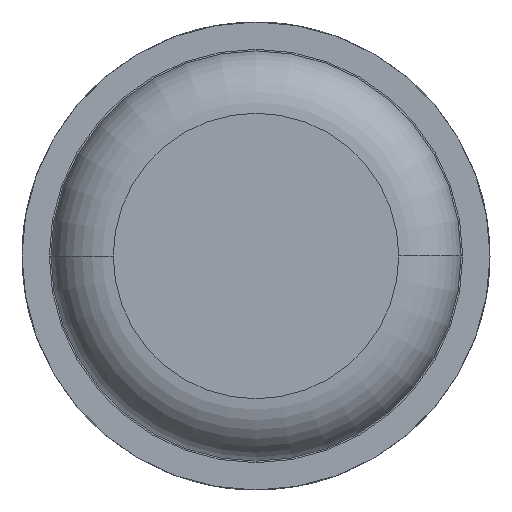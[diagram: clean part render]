
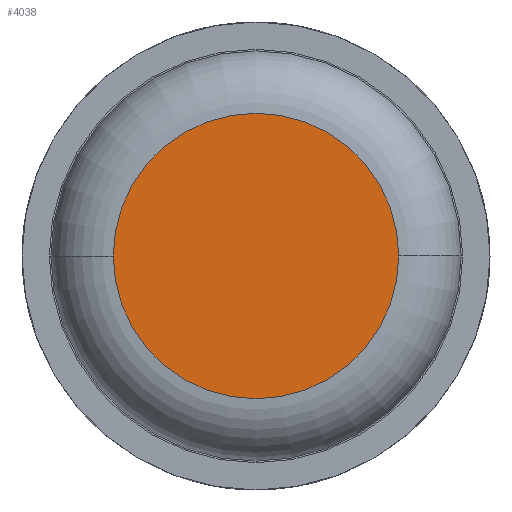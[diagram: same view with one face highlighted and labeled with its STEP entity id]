
A CAD part, front view. The second image highlights one B-rep face of the part: STEP entity #4038.
In plain terms, the highlighted planar face has unit normal (0, -1, 0).
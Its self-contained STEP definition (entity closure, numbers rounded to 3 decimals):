
#53 = CIRCLE ( 'NONE', #3671, 0.915 ) ;
#695 = VERTEX_POINT ( 'NONE', #3516 ) ;
#800 = CARTESIAN_POINT ( 'NONE',  ( 0., 0., 0. ) ) ;
#1432 = AXIS2_PLACEMENT_3D ( 'NONE', #800, #3137, #2327 ) ;
#1502 = EDGE_CURVE ( 'Defeature ausgef�hrt1_6+Defeature ausgef�hrt1_7+Defeature ausgef�hrt1_7+Defeature ausgef�hrt1_7', #695, #2316, #1810, .T. ) ;
#1569 = EDGE_CURVE ( 'Defeature ausgef�hrt1_6+Defeature ausgef�hrt1_7+Defeature ausgef�hrt1_7+Defeature ausgef�hrt1_7', #2316, #695, #53, .T. ) ;
#1604 = AXIS2_PLACEMENT_3D ( 'NONE', #4377, #2408, #2751 ) ;
#1792 = CARTESIAN_POINT ( 'NONE',  ( -0.915, 0., 0. ) ) ;
#1810 = CIRCLE ( 'NONE', #1432, 0.915 ) ;
#2316 = VERTEX_POINT ( 'NONE', #1792 ) ;
#2327 = DIRECTION ( 'NONE',  ( -1., 0., 0. ) ) ;
#2374 = DIRECTION ( 'NONE',  ( 0., -1., 0. ) ) ;
#2408 = DIRECTION ( 'NONE',  ( 0., 1., 0. ) ) ;
#2411 = FACE_OUTER_BOUND ( 'NONE', #3146, .T. ) ;
#2751 = DIRECTION ( 'NONE',  ( -1., 0., 0. ) ) ;
#3137 = DIRECTION ( 'NONE',  ( 0., -1., 0. ) ) ;
#3146 = EDGE_LOOP ( 'NONE', ( #3575, #4862 ) ) ;
#3516 = CARTESIAN_POINT ( 'NONE',  ( 0.915, 0., 0. ) ) ;
#3545 = CARTESIAN_POINT ( 'NONE',  ( 0., 0., 0. ) ) ;
#3563 = PLANE ( 'NONE',  #1604 ) ;
#3575 = ORIENTED_EDGE ( 'NONE', *, *, #1569, .T. ) ;
#3671 = AXIS2_PLACEMENT_3D ( 'NONE', #3545, #2374, #3970 ) ;
#3970 = DIRECTION ( 'NONE',  ( -1., 0., 0. ) ) ;
#4038 = ADVANCED_FACE ( 'Defeature ausgef�hrt1_6', ( #2411 ), #3563, .F. ) ;
#4377 = CARTESIAN_POINT ( 'NONE',  ( 0., 0., 0. ) ) ;
#4862 = ORIENTED_EDGE ( 'NONE', *, *, #1502, .T. ) ;
